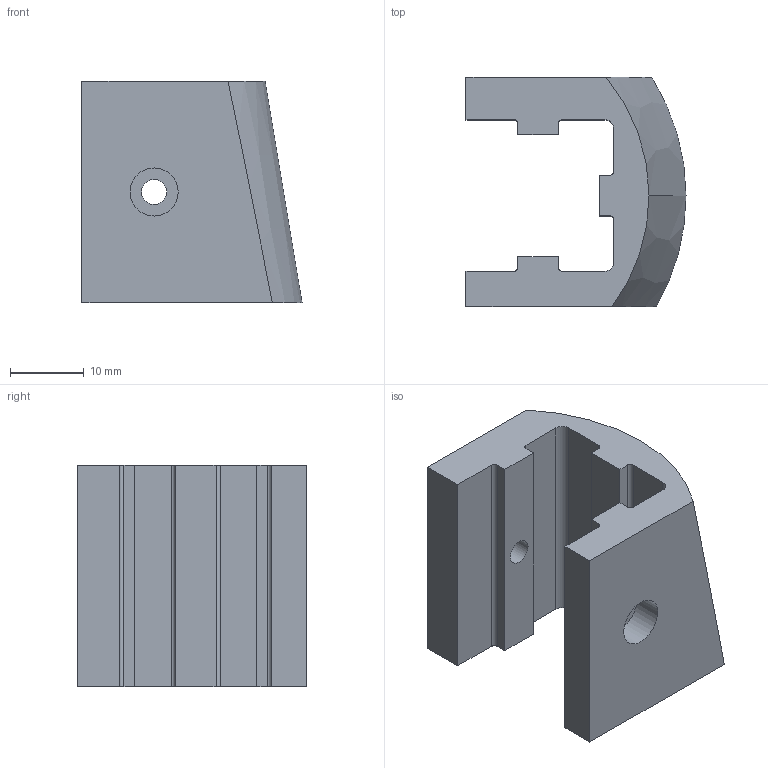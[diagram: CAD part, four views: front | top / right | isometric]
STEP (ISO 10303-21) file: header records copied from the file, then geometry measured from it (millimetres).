
FILE_DESCRIPTION(('FreeCAD Model'),'2;1');
FILE_NAME('Open CASCADE Shape Model','2022-06-07T18:09:40',('Author'),( ''),'Open CASCADE STEP processor 7.5','FreeCAD','Unknown');
FILE_SCHEMA(('AUTOMOTIVE_DESIGN { 1 0 10303 214 1 1 1 1 }'));
Length unit declared in the file: millimetre
Products named in the file (1): Cut001
Bounding box: 29.75 x 31 x 30 mm (x, y, z)
Volume: 12302 mm3; surface area: 5801.6 mm2
Topology: 1 solids, 1 shells, 37 faces, 99 edges, 66 vertices
Faces by surface type: plane 23, cylinder 12, cone 2
Full cylindrical faces by diameter (mm): 3.4 x2, 6.5 x2
Entity records: 2450 total; most frequent: CARTESIAN_POINT 521, DIRECTION 333, ORIENTED_EDGE 198, PCURVE 198, DEFINITIONAL_REPRESENTATION 198, LINE 177, VECTOR 177, EDGE_CURVE 99
